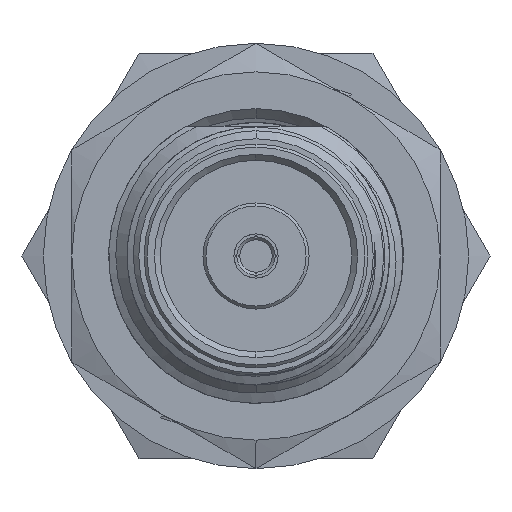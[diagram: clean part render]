
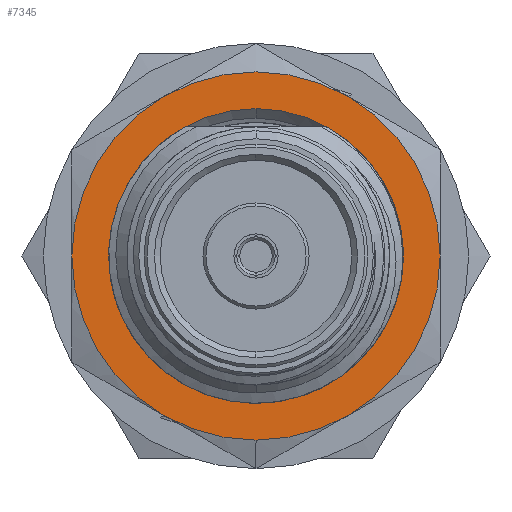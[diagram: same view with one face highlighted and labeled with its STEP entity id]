
A CAD part, left-side view. The second image highlights one B-rep face of the part: STEP entity #7345.
In plain terms, the highlighted planar face has unit normal (-1, 0, 0).
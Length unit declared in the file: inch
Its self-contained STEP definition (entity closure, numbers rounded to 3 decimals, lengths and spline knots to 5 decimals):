
#914 = CARTESIAN_POINT ( 'NONE',  ( 0.45, 0., 0. ) ) ;
#1028 = DIRECTION ( 'NONE',  ( 0., 0., -1. ) ) ;
#1630 = EDGE_LOOP ( 'NONE', ( #20462, #13412 ) ) ;
#1793 = CIRCLE ( 'NONE', #21139, 0.3125 ) ;
#1941 = CARTESIAN_POINT ( 'NONE',  ( 0.45, 0., 0.25015 ) ) ;
#2281 = CIRCLE ( 'NONE', #2328, 0.3125 ) ;
#2328 = AXIS2_PLACEMENT_3D ( 'NONE', #19388, #22898, #10211 ) ;
#2528 = CIRCLE ( 'NONE', #17333, 0.3125 ) ;
#2684 = FACE_OUTER_BOUND ( 'NONE', #8497, .T. ) ;
#2782 = CARTESIAN_POINT ( 'NONE',  ( 0.45, 0., 0. ) ) ;
#3181 = EDGE_CURVE ( 'NONE', #3788, #22137, #8298, .T. ) ;
#3451 = CARTESIAN_POINT ( 'NONE',  ( 0.45, 0., 0. ) ) ;
#3788 = VERTEX_POINT ( 'NONE', #1941 ) ;
#3839 = CIRCLE ( 'NONE', #21440, 0.3125 ) ;
#3926 = VERTEX_POINT ( 'NONE', #14653 ) ;
#3985 = CARTESIAN_POINT ( 'NONE',  ( 0.45, -0.15625, -0.27063 ) ) ;
#4509 = VERTEX_POINT ( 'NONE', #18953 ) ;
#5331 = VERTEX_POINT ( 'NONE', #3985 ) ;
#5398 = DIRECTION ( 'NONE',  ( -1., 0., 0. ) ) ;
#5556 = DIRECTION ( 'NONE',  ( 0., 0., -1. ) ) ;
#5838 = EDGE_CURVE ( 'NONE', #3926, #5865, #1793, .T. ) ;
#5865 = VERTEX_POINT ( 'NONE', #8187 ) ;
#6513 = AXIS2_PLACEMENT_3D ( 'NONE', #3451, #15989, #17948 ) ;
#6566 = EDGE_CURVE ( 'NONE', #5865, #5331, #3839, .T. ) ;
#6851 = DIRECTION ( 'NONE',  ( 0., 0., -1. ) ) ;
#6863 = CIRCLE ( 'NONE', #15794, 0.3125 ) ;
#6926 = CARTESIAN_POINT ( 'NONE',  ( 0.45, 0.3125, 0. ) ) ;
#6946 = VERTEX_POINT ( 'NONE', #22080 ) ;
#7345 = ADVANCED_FACE ( 'NONE', ( #23152, #2684 ), #18765, .F. ) ;
#7847 = ORIENTED_EDGE ( 'NONE', *, *, #22099, .T. ) ;
#8026 = CARTESIAN_POINT ( 'NONE',  ( 0.45, 0., 0. ) ) ;
#8179 = DIRECTION ( 'NONE',  ( 1., 0., 0. ) ) ;
#8187 = CARTESIAN_POINT ( 'NONE',  ( 0.45, 0., -0.3125 ) ) ;
#8298 = CIRCLE ( 'NONE', #18584, 0.25015 ) ;
#8497 = EDGE_LOOP ( 'NONE', ( #17045, #9712, #20995, #16453, #7847, #20991, #12488 ) ) ;
#8501 = DIRECTION ( 'NONE',  ( -1., 0., 0. ) ) ;
#9059 = DIRECTION ( 'NONE',  ( 0., 0., -1. ) ) ;
#9637 = DIRECTION ( 'NONE',  ( -1., 0., 0. ) ) ;
#9712 = ORIENTED_EDGE ( 'NONE', *, *, #6566, .T. ) ;
#10211 = DIRECTION ( 'NONE',  ( 0., 0., -1. ) ) ;
#11115 = AXIS2_PLACEMENT_3D ( 'NONE', #8026, #8179, #1028 ) ;
#11119 = AXIS2_PLACEMENT_3D ( 'NONE', #16143, #5398, #12317 ) ;
#11323 = EDGE_CURVE ( 'NONE', #6946, #4509, #6863, .T. ) ;
#12317 = DIRECTION ( 'NONE',  ( 0., 0., -1. ) ) ;
#12488 = ORIENTED_EDGE ( 'NONE', *, *, #21154, .F. ) ;
#12624 = EDGE_CURVE ( 'NONE', #5331, #6946, #20018, .T. ) ;
#12825 = CARTESIAN_POINT ( 'NONE',  ( 0.45, 0., 0. ) ) ;
#13391 = DIRECTION ( 'NONE',  ( 0., 0., -1. ) ) ;
#13412 = ORIENTED_EDGE ( 'NONE', *, *, #18030, .T. ) ;
#14653 = CARTESIAN_POINT ( 'NONE',  ( 0.45, 0.15625, -0.27063 ) ) ;
#15502 = DIRECTION ( 'NONE',  ( -1., 0., 0. ) ) ;
#15794 = AXIS2_PLACEMENT_3D ( 'NONE', #20128, #21920, #5556 ) ;
#15989 = DIRECTION ( 'NONE',  ( 1., 0., 0. ) ) ;
#16143 = CARTESIAN_POINT ( 'NONE',  ( 0.45, 0., 0. ) ) ;
#16453 = ORIENTED_EDGE ( 'NONE', *, *, #11323, .T. ) ;
#16875 = VERTEX_POINT ( 'NONE', #19259 ) ;
#17045 = ORIENTED_EDGE ( 'NONE', *, *, #5838, .T. ) ;
#17333 = AXIS2_PLACEMENT_3D ( 'NONE', #17885, #17561, #6851 ) ;
#17561 = DIRECTION ( 'NONE',  ( 1., 0., 0. ) ) ;
#17694 = CARTESIAN_POINT ( 'NONE',  ( 0.45, 0., -0.25015 ) ) ;
#17885 = CARTESIAN_POINT ( 'NONE',  ( 0.45, 0., 0. ) ) ;
#17948 = DIRECTION ( 'NONE',  ( 0., 0., -1. ) ) ;
#18030 = EDGE_CURVE ( 'NONE', #22137, #3788, #19394, .T. ) ;
#18387 = DIRECTION ( 'NONE',  ( 1., 0., 0. ) ) ;
#18584 = AXIS2_PLACEMENT_3D ( 'NONE', #12825, #18387, #9059 ) ;
#18765 = PLANE ( 'NONE',  #11115 ) ;
#18867 = DIRECTION ( 'NONE',  ( 0., 0., -1. ) ) ;
#18953 = CARTESIAN_POINT ( 'NONE',  ( 0.45, -0.15625, 0.27063 ) ) ;
#19008 = EDGE_CURVE ( 'NONE', #16875, #19938, #2281, .T. ) ;
#19074 = CARTESIAN_POINT ( 'NONE',  ( 0.45, 0., 0. ) ) ;
#19259 = CARTESIAN_POINT ( 'NONE',  ( 0.45, 0.15625, 0.27063 ) ) ;
#19388 = CARTESIAN_POINT ( 'NONE',  ( 0.45, 0., 0. ) ) ;
#19394 = CIRCLE ( 'NONE', #6513, 0.25015 ) ;
#19938 = VERTEX_POINT ( 'NONE', #6926 ) ;
#20018 = CIRCLE ( 'NONE', #22977, 0.3125 ) ;
#20128 = CARTESIAN_POINT ( 'NONE',  ( 0.45, 0., 0. ) ) ;
#20462 = ORIENTED_EDGE ( 'NONE', *, *, #3181, .T. ) ;
#20716 = DIRECTION ( 'NONE',  ( 0., 0., -1. ) ) ;
#20991 = ORIENTED_EDGE ( 'NONE', *, *, #19008, .T. ) ;
#20995 = ORIENTED_EDGE ( 'NONE', *, *, #12624, .T. ) ;
#21139 = AXIS2_PLACEMENT_3D ( 'NONE', #19074, #8501, #20716 ) ;
#21154 = EDGE_CURVE ( 'NONE', #3926, #19938, #2528, .T. ) ;
#21313 = CIRCLE ( 'NONE', #11119, 0.3125 ) ;
#21440 = AXIS2_PLACEMENT_3D ( 'NONE', #2782, #9637, #13391 ) ;
#21920 = DIRECTION ( 'NONE',  ( -1., 0., 0. ) ) ;
#22080 = CARTESIAN_POINT ( 'NONE',  ( 0.45, -0.3125, 0. ) ) ;
#22099 = EDGE_CURVE ( 'NONE', #4509, #16875, #21313, .T. ) ;
#22137 = VERTEX_POINT ( 'NONE', #17694 ) ;
#22898 = DIRECTION ( 'NONE',  ( -1., 0., 0. ) ) ;
#22977 = AXIS2_PLACEMENT_3D ( 'NONE', #914, #15502, #18867 ) ;
#23152 = FACE_BOUND ( 'NONE', #1630, .T. ) ;
